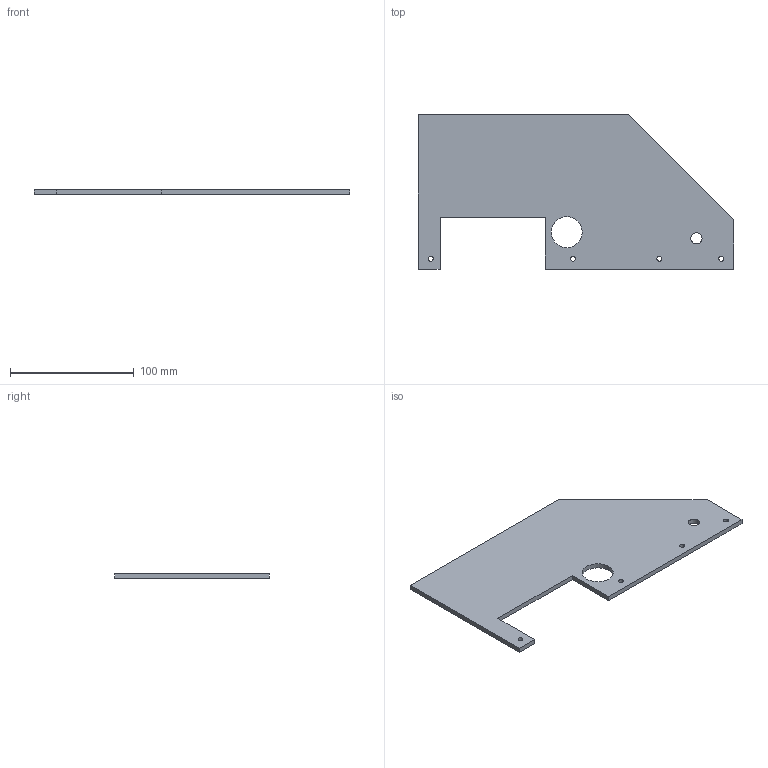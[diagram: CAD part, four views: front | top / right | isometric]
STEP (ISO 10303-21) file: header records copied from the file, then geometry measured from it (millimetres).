
FILE_DESCRIPTION((''),'2;1');
FILE_NAME('PORTE_BAC','2012-03-28T',('Haytham'),(''),'PRO/ENGINEER BY PARAMETRIC TECHNOLOGY CORPORATION, 2009141','PRO/ENGINEER BY PARAMETRIC TECHNOLOGY CORPORATION, 2009141','');
FILE_SCHEMA(('CONFIG_CONTROL_DESIGN'));
Length unit declared in the file: millimetre
Products named in the file (1): PORTE_BAC
Bounding box: 255 x 125 x 4 mm (x, y, z)
Volume: 96374 mm3; surface area: 51991.6 mm2
Topology: 1 solids, 1 shells, 23 faces, 63 edges, 42 vertices
Faces by surface type: cylinder 12, plane 11
Entity records: 803 total; most frequent: DIRECTION 133, CARTESIAN_POINT 128, ORIENTED_EDGE 126, EDGE_CURVE 63, AXIS2_PLACEMENT_3D 47, VERTEX_POINT 42, VECTOR 39, LINE 39
